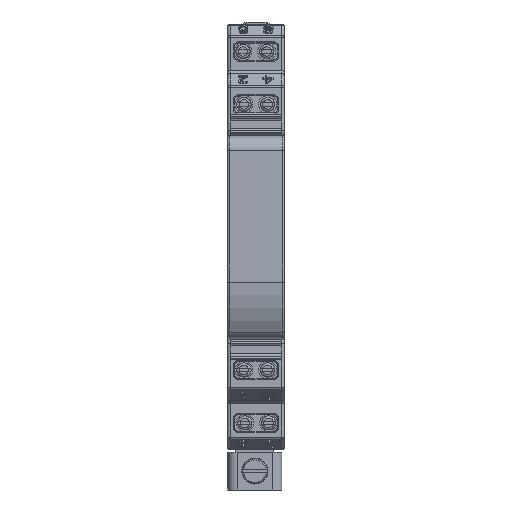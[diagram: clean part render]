
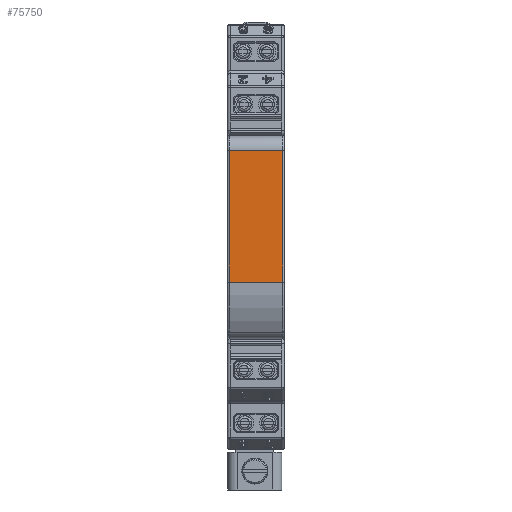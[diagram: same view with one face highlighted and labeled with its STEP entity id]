
A CAD part, front view. The second image highlights one B-rep face of the part: STEP entity #75750.
In plain terms, the highlighted face is planar.
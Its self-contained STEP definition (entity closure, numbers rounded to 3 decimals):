
#69835=DIRECTION('',(0.,0.,1.));
#69836=VECTOR('',#69835,11.4);
#69837=CARTESIAN_POINT('',(-18.45,65.2,-5.7));
#69838=LINE('',#69837,#69836);
#70700=DIRECTION('',(1.,0.,0.));
#70701=VECTOR('',#70700,27.9);
#70702=CARTESIAN_POINT('',(-18.45,65.2,5.7));
#70703=LINE('',#70702,#70701);
#70708=DIRECTION('',(-1.,0.,0.));
#70709=VECTOR('',#70708,27.9);
#70710=CARTESIAN_POINT('',(9.45,65.2,-5.7));
#70711=LINE('',#70710,#70709);
#71036=DIRECTION('',(0.,0.,-1.));
#71037=VECTOR('',#71036,11.4);
#71038=CARTESIAN_POINT('',(9.45,65.2,5.7));
#71039=LINE('',#71038,#71037);
#72556=CARTESIAN_POINT('',(-18.45,65.2,5.7));
#72558=VERTEX_POINT('',#72556);
#72561=CARTESIAN_POINT('',(-18.45,65.2,-5.7));
#72562=VERTEX_POINT('',#72561);
#72858=CARTESIAN_POINT('',(9.45,65.2,5.7));
#72859=VERTEX_POINT('',#72858);
#72860=CARTESIAN_POINT('',(9.45,65.2,-5.7));
#72861=VERTEX_POINT('',#72860);
#75737=CARTESIAN_POINT('',(21.45,65.2,-6.));
#75738=DIRECTION('',(0.,1.,0.));
#75739=DIRECTION('',(-1.,0.,0.));
#75740=AXIS2_PLACEMENT_3D('',#75737,#75738,#75739);
#75741=PLANE('',#75740);
#75742=ORIENTED_EDGE('',*,*,#75731,.F.);
#75743=ORIENTED_EDGE('',*,*,#74172,.F.);
#75745=ORIENTED_EDGE('',*,*,#75744,.F.);
#75747=ORIENTED_EDGE('',*,*,#75746,.F.);
#75748=EDGE_LOOP('',(#75742,#75743,#75745,#75747));
#75749=FACE_OUTER_BOUND('',#75748,.F.);
#74172=EDGE_CURVE('',#72562,#72558,#69838,.T.);
#75731=EDGE_CURVE('',#72558,#72859,#70703,.T.);
#75744=EDGE_CURVE('',#72861,#72562,#70711,.T.);
#75746=EDGE_CURVE('',#72859,#72861,#71039,.T.);
#75750=ADVANCED_FACE('',(#75749),#75741,.T.);
